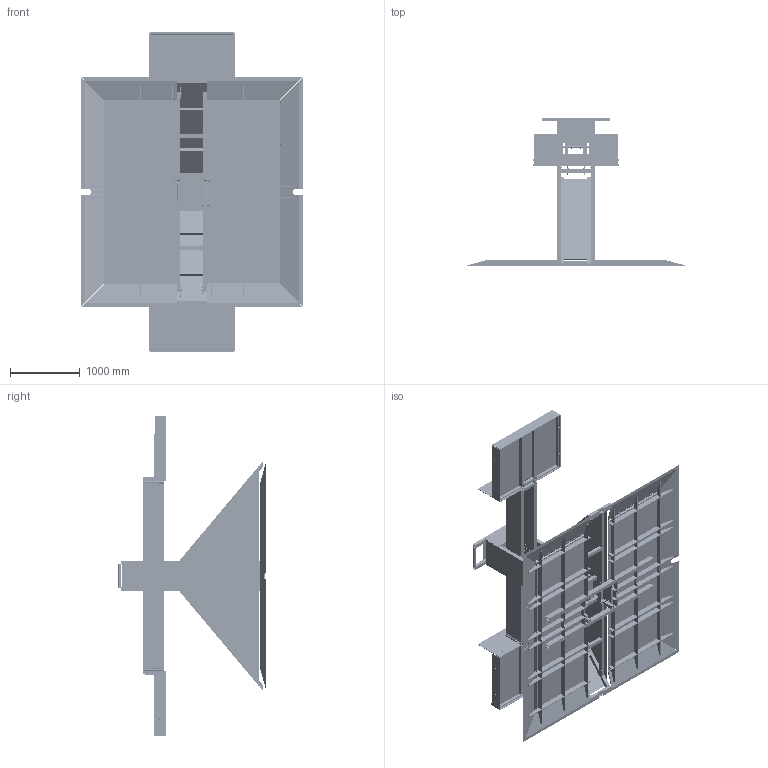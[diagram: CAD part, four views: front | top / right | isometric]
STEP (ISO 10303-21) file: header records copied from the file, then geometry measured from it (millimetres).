
FILE_DESCRIPTION(/* description */ (''),/* implementation_level */ '2;1');
FILE_NAME(/* name */ 'GE-18120.iam.stp',/* time_stamp */ '2018-01-01T11:24:06-08:00',/* author */ ('PhillipD'),/* organization */ (''),/* preprocessor_version */ 'ST-DEVELOPER v16.13',/* originating_system */ 'Autodesk Inventor 2018',/* authorisation */ '');
FILE_SCHEMA (('AUTOMOTIVE_DESIGN { 1 0 10303 214 3 1 1 }'));
Length unit declared in the file: inch
Products named in the file (102): GE-18120; GE-18054; GE-18054-1; GE-18054-7; GE-18054-3; GE-18054-6; GE-18054-5; GE-18054-4; GE-18054-2; GE-18119; GE-18020; GE-18076; GE-18094; GE-18123; GE-18078; GE-18078-4; GE-18078-3; GE-18078-2; GE-18078-1; GE-18077; GE-18077-1; GE-18077-2; GE-18079; hex_.25_20_2.75_partial_91247A553; GE-18075; GE-18022; GE-18055; GE-18057; GE-18026; GE-18058; GE-18089; GE-18099; GE-18121; GE-18007; GE-18007-3; GE-18007-2; GE-18007-6; GE-18007-7; GE-18007-5; GE-18007-1 ...
Assembly tree (377 placements, depth 4):
  GE-18120
    GE-18121  x2
      GE-18007
        GE-18007-3  x2
        GE-18007-2  x2
        GE-18007-6  x2
        GE-18007-7
        GE-18007-5  x2
        GE-18007-1  x2
        GE-18007-4  x2
      GE-18018
      GE-18019
      GE-18017
      GE-18021
      hex_.25_20_.75_hex_.25_20_.75
      nylock_.25_20
    GE-18122  x2
      GE-18056
      GE-18096
        GE-18096-1
        GE-18096-2
      GE-18097
        GE-18097-1
        GE-18097-2
      hex_.375_16_1.25_92865A626
      nylock_.375_16
      hex_.25_20_.75_hex_.25_20_.75
      nylock_.25_20
    GE-18054
      GE-18054-1  x2
      GE-18054-7  x2
      GE-18054-3  x2
      GE-18054-6  x2
      GE-18054-5  x2
      GE-18054-4  x2
      GE-18054-2  x2
    GE-18119  x2
      GE-18020
      GE-18076
      flat_hex_.25_20_1_91253A542
      nylock_.25_20
    GE-18094
    GE-18123  x2
      GE-18078
        GE-18078-4
        GE-18078-3
        GE-18078-2  x2
        GE-18078-1
      GE-18077
        GE-18077-1  x2
        GE-18077-2
      GE-18079
      hex_.25_20_2.75_partial_91247A553
      nylock_.25_20
    GE-18075  x2
    GE-18022  x4
    GE-18055  x2
    GE-18057  x2
    GE-18026
    GE-18058
Bounding box: 3178.98 x 2136.78 x 4601.71 mm (x, y, z)
Volume: 255322810 mm3; surface area: 74270564 mm2
Topology: 598 solids, 598 shells, 9762 faces, 22159 edges, 14165 vertices
Faces by surface type: plane 5810, cylinder 1804, cone 1433, torus 571, bspline 80, sphere 64
Full cylindrical faces by diameter (mm): 3.969 x8, 4.762 x4, 4.915 x16, 5.232 x117, 5.558 x3, 6 x4, 6.35 x282, 6.731 x90, 6.747 x4, 6.756 x152, 6.843 x117, 7.366 x44, 7.541 x16, 7.62 x4, 8.077 x4, 9.525 x12, 9.922 x4, 9.931 x4, 12.7 x12, 13.487 x38, 13.492 x8, 19.05 x5, 20.574 x1, 25.4 x1, 25.908 x2, 26.67 x4, 31.208 x4, 31.716 x4, 32.131 x2, 32.769 x2
Entity records: 52314 total; most frequent: CARTESIAN_POINT 11845, DIRECTION 7776, ORIENTED_EDGE 6590, EDGE_CURVE 3295, AXIS2_PLACEMENT_3D 2884, VERTEX_POINT 2345, EDGE_LOOP 2314, LINE 2008
